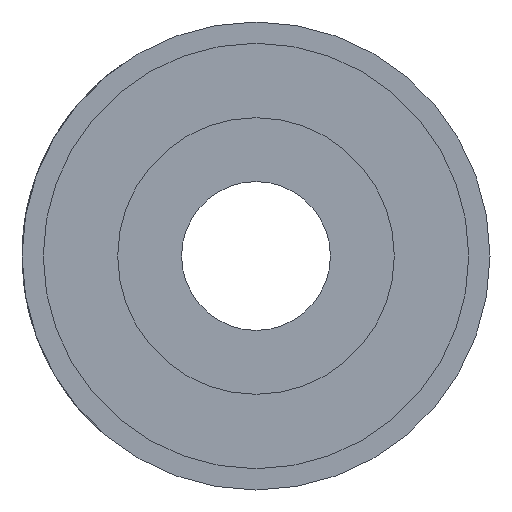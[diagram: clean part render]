
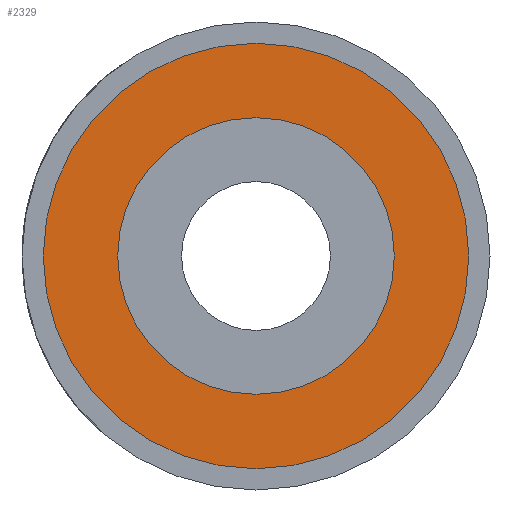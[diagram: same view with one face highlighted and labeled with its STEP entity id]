
A CAD part, left-side view. The second image highlights one B-rep face of the part: STEP entity #2329.
In plain terms, the highlighted planar face has unit normal (-1, 0, 0).
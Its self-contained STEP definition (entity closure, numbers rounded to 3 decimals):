
#207 = AXIS2_PLACEMENT_3D ( 'NONE', #2630, #5808, #3296 ) ;
#243 = EDGE_LOOP ( 'NONE', ( #3711, #1597 ) ) ;
#271 = DIRECTION ( 'NONE',  ( 0., 0., 1. ) ) ;
#376 = DIRECTION ( 'NONE',  ( 0., 0., 1. ) ) ;
#493 = CARTESIAN_POINT ( 'NONE',  ( 0., 0., 0. ) ) ;
#896 = CARTESIAN_POINT ( 'NONE',  ( 0., 0., 0. ) ) ;
#1132 = CARTESIAN_POINT ( 'NONE',  ( 0., 0., 0. ) ) ;
#1285 = FACE_BOUND ( 'NONE', #3487, .T. ) ;
#1597 = ORIENTED_EDGE ( 'NONE', *, *, #4178, .T. ) ;
#1909 = VERTEX_POINT ( 'NONE', #2272 ) ;
#1997 = PLANE ( 'NONE',  #207 ) ;
#2272 = CARTESIAN_POINT ( 'NONE',  ( 0., 0., 6.5 ) ) ;
#2329 = ADVANCED_FACE ( 'NONE', ( #1285, #7682 ), #1997, .F. ) ;
#2332 = ORIENTED_EDGE ( 'NONE', *, *, #4837, .F. ) ;
#2463 = AXIS2_PLACEMENT_3D ( 'NONE', #7980, #7282, #376 ) ;
#2630 = CARTESIAN_POINT ( 'NONE',  ( 0., 0., 0. ) ) ;
#2688 = EDGE_CURVE ( 'NONE', #1909, #5235, #2870, .T. ) ;
#2870 = CIRCLE ( 'NONE', #4615, 6.5 ) ;
#3215 = VERTEX_POINT ( 'NONE', #5318 ) ;
#3296 = DIRECTION ( 'NONE',  ( 0., 0., -1. ) ) ;
#3446 = DIRECTION ( 'NONE',  ( -1., 0., 0. ) ) ;
#3487 = EDGE_LOOP ( 'NONE', ( #4810, #2332 ) ) ;
#3707 = DIRECTION ( 'NONE',  ( 0., 0., 1. ) ) ;
#3711 = ORIENTED_EDGE ( 'NONE', *, *, #3796, .T. ) ;
#3796 = EDGE_CURVE ( 'NONE', #3215, #7577, #4340, .T. ) ;
#3943 = AXIS2_PLACEMENT_3D ( 'NONE', #896, #3446, #271 ) ;
#4178 = EDGE_CURVE ( 'NONE', #7577, #3215, #6085, .T. ) ;
#4340 = CIRCLE ( 'NONE', #3943, 10. ) ;
#4615 = AXIS2_PLACEMENT_3D ( 'NONE', #1132, #7419, #4868 ) ;
#4810 = ORIENTED_EDGE ( 'NONE', *, *, #2688, .F. ) ;
#4837 = EDGE_CURVE ( 'NONE', #5235, #1909, #5160, .T. ) ;
#4868 = DIRECTION ( 'NONE',  ( 0., 0., 1. ) ) ;
#4889 = AXIS2_PLACEMENT_3D ( 'NONE', #493, #6184, #3707 ) ;
#5160 = CIRCLE ( 'NONE', #4889, 6.5 ) ;
#5235 = VERTEX_POINT ( 'NONE', #7811 ) ;
#5318 = CARTESIAN_POINT ( 'NONE',  ( 0., 0., 10. ) ) ;
#5525 = CARTESIAN_POINT ( 'NONE',  ( 0., 0., -10. ) ) ;
#5808 = DIRECTION ( 'NONE',  ( 1., 0., 0. ) ) ;
#6085 = CIRCLE ( 'NONE', #2463, 10. ) ;
#6184 = DIRECTION ( 'NONE',  ( -1., 0., 0. ) ) ;
#7282 = DIRECTION ( 'NONE',  ( -1., 0., 0. ) ) ;
#7419 = DIRECTION ( 'NONE',  ( -1., 0., 0. ) ) ;
#7577 = VERTEX_POINT ( 'NONE', #5525 ) ;
#7682 = FACE_OUTER_BOUND ( 'NONE', #243, .T. ) ;
#7811 = CARTESIAN_POINT ( 'NONE',  ( 0., 0., -6.5 ) ) ;
#7980 = CARTESIAN_POINT ( 'NONE',  ( 0., 0., 0. ) ) ;
